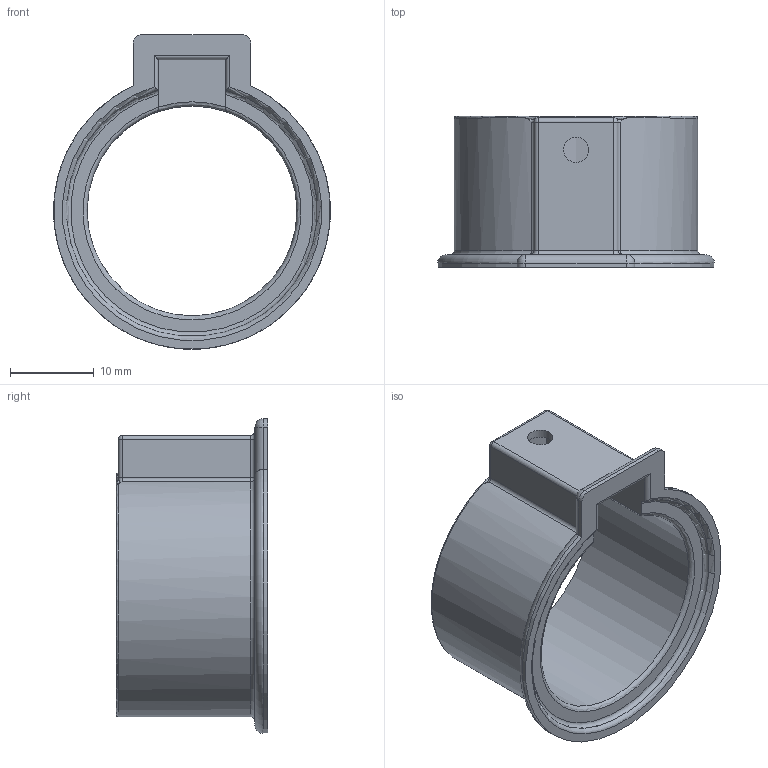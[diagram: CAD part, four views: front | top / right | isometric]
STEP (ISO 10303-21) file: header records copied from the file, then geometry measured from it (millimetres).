
FILE_DESCRIPTION(/* description */ (''),/* implementation_level */ '2;1');
FILE_NAME(/* name */ 'PA-ROZGLAXP-53.stp',/* time_stamp */ '2023-11-14T14:54:39+01:00',/* author */ ('tomaszw'),/* organization */ (''),/* preprocessor_version */ 'ST-DEVELOPER v19.2',/* originating_system */ 'Autodesk Inventor 2023',/* authorisation */ '');
FILE_SCHEMA (('AUTOMOTIVE_DESIGN { 1 0 10303 214 3 1 1 }'));
Length unit declared in the file: millimetre
Products named in the file (1): mocowanie
Bounding box: 32.97 x 18 x 37.49 mm (x, y, z)
Volume: 3227.4 mm3; surface area: 4189.1 mm2
Topology: 1 solids, 1 shells, 56 faces, 129 edges, 76 vertices
Faces by surface type: cylinder 23, plane 15, torus 11, sphere 6, bspline 1
Full cylindrical faces by diameter (mm): 25 x1
Entity records: 1912 total; most frequent: CARTESIAN_POINT 598, DIRECTION 276, ORIENTED_EDGE 258, EDGE_CURVE 129, AXIS2_PLACEMENT_3D 111, VERTEX_POINT 76, EDGE_LOOP 61, FACE_OUTER_BOUND 56
